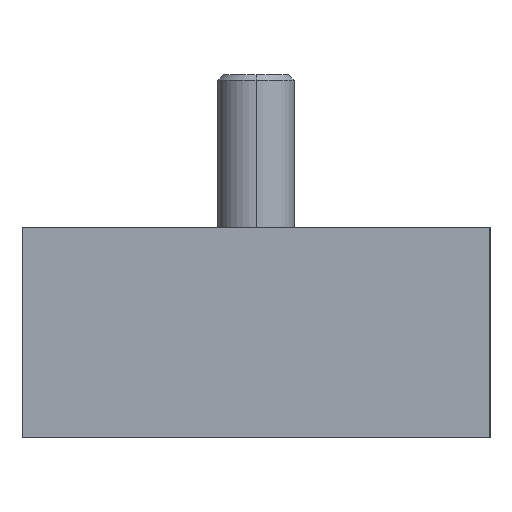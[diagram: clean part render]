
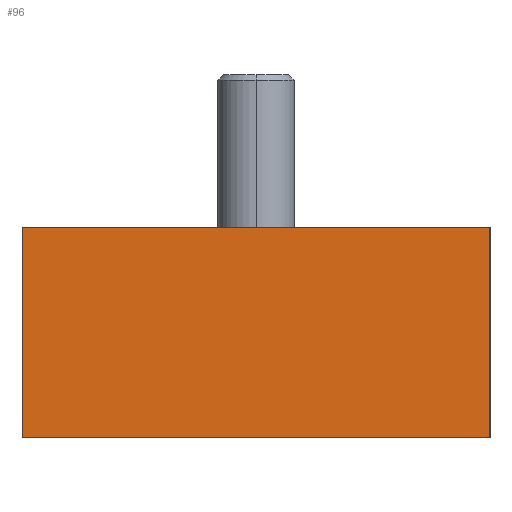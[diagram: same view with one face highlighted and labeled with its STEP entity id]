
A CAD part, left-side view. The second image highlights one B-rep face of the part: STEP entity #96.
In plain terms, the highlighted planar face has unit normal (-1, 0, 0).
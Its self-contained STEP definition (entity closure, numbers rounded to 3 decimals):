
#12 = CARTESIAN_POINT ( 'NONE',  ( -139., -12.25, 11. ) ) ;
#13 = VECTOR ( 'NONE', #277, 1000. ) ;
#17 = VECTOR ( 'NONE', #448, 1000. ) ;
#35 = VERTEX_POINT ( 'NONE', #444 ) ;
#61 = CARTESIAN_POINT ( 'NONE',  ( -139., 12.25, 11. ) ) ;
#62 = VECTOR ( 'NONE', #482, 1000. ) ;
#67 = EDGE_CURVE ( 'NONE', #35, #156, #323, .T. ) ;
#94 = DIRECTION ( 'NONE',  ( 0., 1., 0. ) ) ;
#96 = ADVANCED_FACE ( 'NONE', ( #417 ), #171, .F. ) ;
#115 = VECTOR ( 'NONE', #394, 1000. ) ;
#116 = LINE ( 'NONE', #241, #13 ) ;
#130 = DIRECTION ( 'NONE',  ( 1., 0., 0. ) ) ;
#156 = VERTEX_POINT ( 'NONE', #12 ) ;
#161 = EDGE_CURVE ( 'NONE', #156, #485, #333, .T. ) ;
#168 = LINE ( 'NONE', #61, #62 ) ;
#171 = PLANE ( 'NONE',  #306 ) ;
#197 = ORIENTED_EDGE ( 'NONE', *, *, #67, .F. ) ;
#203 = ORIENTED_EDGE ( 'NONE', *, *, #308, .T. ) ;
#217 = EDGE_CURVE ( 'NONE', #288, #485, #116, .T. ) ;
#241 = CARTESIAN_POINT ( 'NONE',  ( -139., 12.25, 0. ) ) ;
#242 = CARTESIAN_POINT ( 'NONE',  ( -139., -12.25, 11. ) ) ;
#277 = DIRECTION ( 'NONE',  ( 0., -1., 0. ) ) ;
#288 = VERTEX_POINT ( 'NONE', #299 ) ;
#299 = CARTESIAN_POINT ( 'NONE',  ( -139., 12.25, 0. ) ) ;
#306 = AXIS2_PLACEMENT_3D ( 'NONE', #483, #130, #94 ) ;
#307 = ORIENTED_EDGE ( 'NONE', *, *, #161, .F. ) ;
#308 = EDGE_CURVE ( 'NONE', #35, #288, #168, .T. ) ;
#323 = LINE ( 'NONE', #409, #17 ) ;
#333 = LINE ( 'NONE', #242, #115 ) ;
#394 = DIRECTION ( 'NONE',  ( 0., 0., -1. ) ) ;
#397 = CARTESIAN_POINT ( 'NONE',  ( -139., -12.25, 0. ) ) ;
#402 = ORIENTED_EDGE ( 'NONE', *, *, #217, .T. ) ;
#409 = CARTESIAN_POINT ( 'NONE',  ( -139., 12.25, 11. ) ) ;
#417 = FACE_OUTER_BOUND ( 'NONE', #421, .T. ) ;
#421 = EDGE_LOOP ( 'NONE', ( #402, #307, #197, #203 ) ) ;
#444 = CARTESIAN_POINT ( 'NONE',  ( -139., 12.25, 11. ) ) ;
#448 = DIRECTION ( 'NONE',  ( 0., -1., 0. ) ) ;
#482 = DIRECTION ( 'NONE',  ( 0., 0., -1. ) ) ;
#483 = CARTESIAN_POINT ( 'NONE',  ( -139., 12.25, 11. ) ) ;
#485 = VERTEX_POINT ( 'NONE', #397 ) ;
